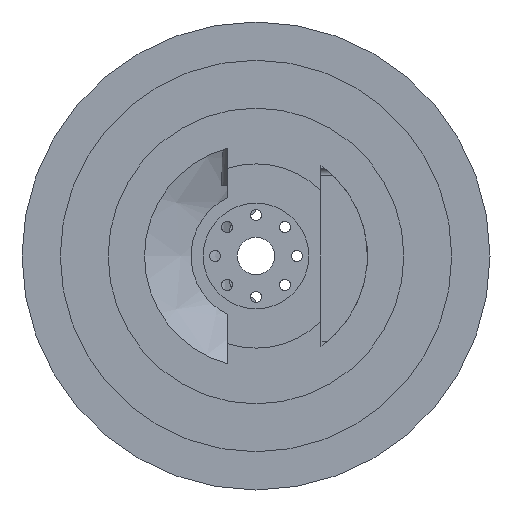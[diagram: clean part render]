
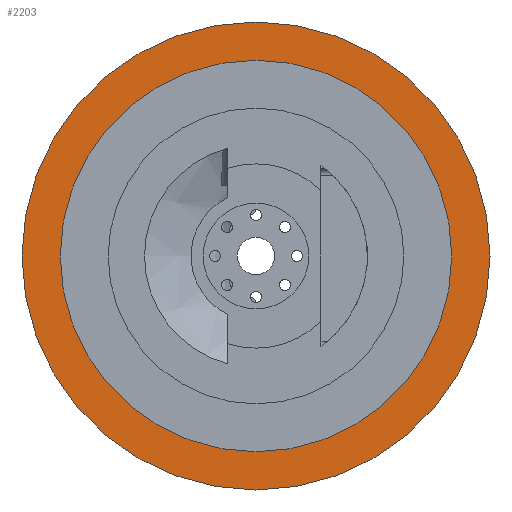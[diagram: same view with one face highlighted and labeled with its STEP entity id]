
A CAD part, front view. The second image highlights one B-rep face of the part: STEP entity #2203.
In plain terms, the highlighted planar face has unit normal (0, -1, 0).
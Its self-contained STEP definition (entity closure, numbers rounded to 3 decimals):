
#47=FACE_BOUND('',#361,.T.);
#138=PLANE('',#2387);
#222=FACE_OUTER_BOUND('',#360,.T.);
#360=EDGE_LOOP('',(#1751));
#361=EDGE_LOOP('',(#1752));
#869=CIRCLE('',#2386,52.7);
#870=CIRCLE('',#2388,63.);
#1038=VERTEX_POINT('',#3494);
#1039=VERTEX_POINT('',#3498);
#1302=EDGE_CURVE('',#1038,#1038,#869,.T.);
#1304=EDGE_CURVE('',#1039,#1039,#870,.T.);
#1751=ORIENTED_EDGE('',*,*,#1304,.T.);
#1752=ORIENTED_EDGE('',*,*,#1302,.T.);
#2203=ADVANCED_FACE('',(#222,#47),#138,.T.);
#2386=AXIS2_PLACEMENT_3D('',#3495,#2802,#2803);
#2387=AXIS2_PLACEMENT_3D('',#3497,#2805,#2806);
#2388=AXIS2_PLACEMENT_3D('',#3499,#2807,#2808);
#2802=DIRECTION('center_axis',(0.,1.,0.));
#2803=DIRECTION('ref_axis',(1.,0.,0.));
#2805=DIRECTION('center_axis',(0.,-1.,0.));
#2806=DIRECTION('ref_axis',(0.,0.,-1.));
#2807=DIRECTION('center_axis',(0.,-1.,0.));
#2808=DIRECTION('ref_axis',(1.,0.,0.));
#3494=CARTESIAN_POINT('',(-52.7,0.,0.));
#3495=CARTESIAN_POINT('Origin',(0.,0.,0.));
#3497=CARTESIAN_POINT('Origin',(0.,0.,0.));
#3498=CARTESIAN_POINT('',(-63.,0.,0.));
#3499=CARTESIAN_POINT('Origin',(0.,0.,0.));
